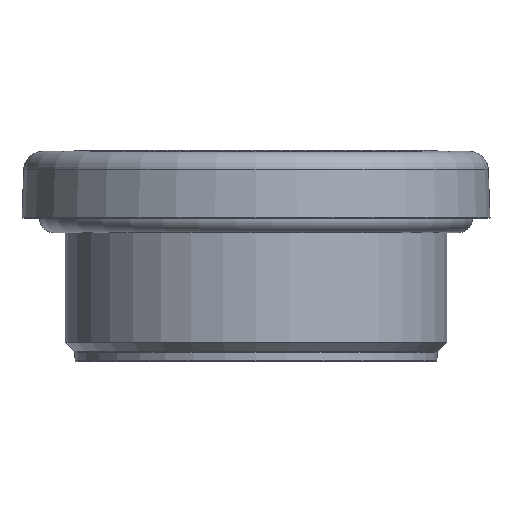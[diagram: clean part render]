
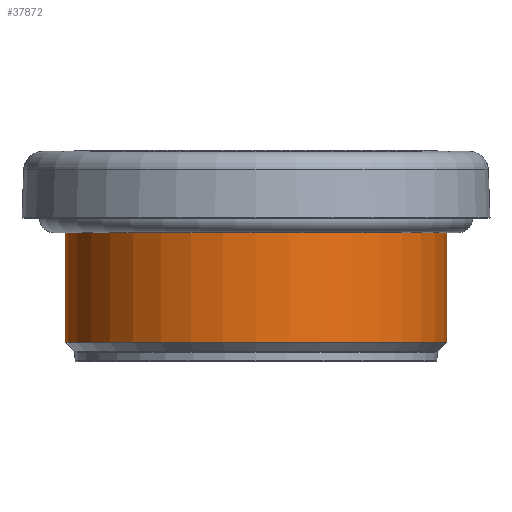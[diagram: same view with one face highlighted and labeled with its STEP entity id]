
A CAD part, front view. The second image highlights one B-rep face of the part: STEP entity #37872.
In plain terms, the highlighted cylindrical face has radius 19.984 mm (diameter 39.968 mm), a full revolution.
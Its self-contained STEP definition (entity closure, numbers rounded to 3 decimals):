
#59=CYLINDRICAL_SURFACE('',#39128,19.984);
#147=CIRCLE('',#39112,19.984);
#148=CIRCLE('',#39113,19.984);
#156=CIRCLE('',#39126,19.984);
#157=CIRCLE('',#39127,19.984);
#4560=FACE_OUTER_BOUND('',#6640,.T.);
#6640=EDGE_LOOP('',(#32940,#32941,#32942,#32943,#32944,#32945));
#10221=LINE('',#66111,#13801);
#13801=VECTOR('',#45181,19.984);
#17269=VERTEX_POINT('',#66085);
#17270=VERTEX_POINT('',#66087);
#17275=VERTEX_POINT('',#66106);
#17276=VERTEX_POINT('',#66107);
#22488=EDGE_CURVE('',#17269,#17270,#147,.T.);
#22489=EDGE_CURVE('',#17270,#17269,#148,.T.);
#22497=EDGE_CURVE('',#17275,#17276,#156,.T.);
#22498=EDGE_CURVE('',#17276,#17275,#157,.T.);
#22499=EDGE_CURVE('',#17269,#17276,#10221,.T.);
#32940=ORIENTED_EDGE('',*,*,#22489,.F.);
#32941=ORIENTED_EDGE('',*,*,#22488,.F.);
#32942=ORIENTED_EDGE('',*,*,#22499,.T.);
#32943=ORIENTED_EDGE('',*,*,#22498,.T.);
#32944=ORIENTED_EDGE('',*,*,#22497,.T.);
#32945=ORIENTED_EDGE('',*,*,#22499,.F.);
#37872=ADVANCED_FACE('',(#4560),#59,.T.);
#39112=AXIS2_PLACEMENT_3D('',#66088,#45147,#45148);
#39113=AXIS2_PLACEMENT_3D('',#66089,#45149,#45150);
#39126=AXIS2_PLACEMENT_3D('',#66108,#45175,#45176);
#39127=AXIS2_PLACEMENT_3D('',#66109,#45177,#45178);
#39128=AXIS2_PLACEMENT_3D('',#66110,#45179,#45180);
#45147=DIRECTION('center_axis',(0.,0.,-1.));
#45148=DIRECTION('ref_axis',(1.,0.,0.));
#45149=DIRECTION('center_axis',(0.,0.,-1.));
#45150=DIRECTION('ref_axis',(1.,0.,0.));
#45175=DIRECTION('center_axis',(0.,0.,-1.));
#45176=DIRECTION('ref_axis',(1.,0.,0.));
#45177=DIRECTION('center_axis',(0.,0.,-1.));
#45178=DIRECTION('ref_axis',(1.,0.,0.));
#45179=DIRECTION('center_axis',(0.,0.,-1.));
#45180=DIRECTION('ref_axis',(0.,1.,0.));
#45181=DIRECTION('',(0.,0.,1.));
#66085=CARTESIAN_POINT('',(0.,-19.984,-9.476));
#66087=CARTESIAN_POINT('',(0.,19.984,-9.476));
#66088=CARTESIAN_POINT('Origin',(0.,0.,-9.476));
#66089=CARTESIAN_POINT('Origin',(0.,0.,-9.476));
#66106=CARTESIAN_POINT('',(0.,19.984,3.5));
#66107=CARTESIAN_POINT('',(0.,-19.984,3.5));
#66108=CARTESIAN_POINT('Origin',(0.,0.,3.5));
#66109=CARTESIAN_POINT('Origin',(0.,0.,3.5));
#66110=CARTESIAN_POINT('Origin',(0.,0.,-2.988));
#66111=CARTESIAN_POINT('',(0.,-19.984,-2.988));
